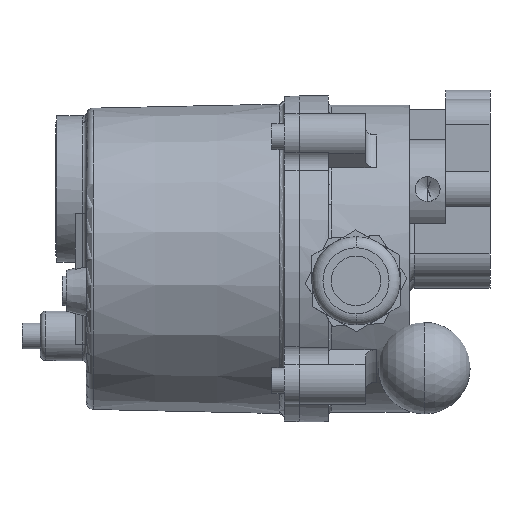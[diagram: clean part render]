
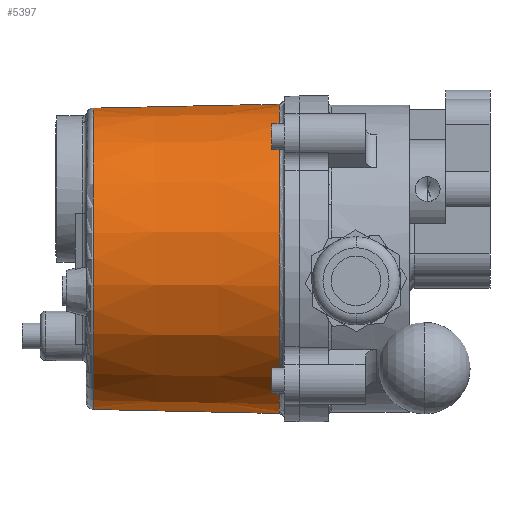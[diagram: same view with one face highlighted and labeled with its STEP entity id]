
A CAD part, left-side view. The second image highlights one B-rep face of the part: STEP entity #5397.
In plain terms, the highlighted conical face has half-angle 1.235 degrees and reference radius 42.25 mm.
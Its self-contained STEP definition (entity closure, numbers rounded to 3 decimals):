
#133 = CIRCLE ( 'NONE', #10646, 42.132 ) ;
#770 = CARTESIAN_POINT ( 'NONE',  ( 0., 57.468, -19. ) ) ;
#907 = EDGE_CURVE ( 'NONE', #1627, #9909, #4024, .T. ) ;
#949 = EDGE_CURVE ( 'NONE', #8926, #1627, #8304, .T. ) ;
#1131 = DIRECTION ( 'NONE',  ( 0., -1., -0.022 ) ) ;
#1595 = VECTOR ( 'NONE', #1131, 1000. ) ;
#1627 = VERTEX_POINT ( 'NONE', #8578 ) ;
#1685 = DIRECTION ( 'NONE',  ( 0., 0., 1. ) ) ;
#2122 = EDGE_CURVE ( 'NONE', #9909, #2453, #133, .T. ) ;
#2123 = VECTOR ( 'NONE', #11583, 1000. ) ;
#2149 = CARTESIAN_POINT ( 'NONE',  ( 0., 57.468, 23.132 ) ) ;
#2453 = VERTEX_POINT ( 'NONE', #2149 ) ;
#2661 = AXIS2_PLACEMENT_3D ( 'NONE', #9972, #10881, #4449 ) ;
#3940 = CARTESIAN_POINT ( 'NONE',  ( 0., 108.043, -19. ) ) ;
#4024 = LINE ( 'NONE', #5650, #1595 ) ;
#4158 = CONICAL_SURFACE ( 'NONE', #2661, 42.25, 0.022 ) ;
#4449 = DIRECTION ( 'NONE',  ( 0., 0., -1. ) ) ;
#4870 = DIRECTION ( 'NONE',  ( 0., 0., 1. ) ) ;
#4891 = ORIENTED_EDGE ( 'NONE', *, *, #907, .T. ) ;
#5397 = ADVANCED_FACE ( 'NONE', ( #11731 ), #4158, .T. ) ;
#5650 = CARTESIAN_POINT ( 'NONE',  ( 0., 52., -61.25 ) ) ;
#6597 = CARTESIAN_POINT ( 'NONE',  ( 0., 57.468, -61.132 ) ) ;
#7067 = EDGE_LOOP ( 'NONE', ( #9619, #9697, #4891, #7634 ) ) ;
#7142 = DIRECTION ( 'NONE',  ( 0., 1., 0. ) ) ;
#7240 = EDGE_CURVE ( 'NONE', #8926, #2453, #11846, .T. ) ;
#7473 = AXIS2_PLACEMENT_3D ( 'NONE', #3940, #10356, #4870 ) ;
#7634 = ORIENTED_EDGE ( 'NONE', *, *, #2122, .T. ) ;
#8304 = CIRCLE ( 'NONE', #7473, 41.042 ) ;
#8578 = CARTESIAN_POINT ( 'NONE',  ( 0., 108.043, -60.042 ) ) ;
#8926 = VERTEX_POINT ( 'NONE', #9887 ) ;
#9619 = ORIENTED_EDGE ( 'NONE', *, *, #7240, .F. ) ;
#9697 = ORIENTED_EDGE ( 'NONE', *, *, #949, .T. ) ;
#9783 = CARTESIAN_POINT ( 'NONE',  ( 0., 52., 23.25 ) ) ;
#9887 = CARTESIAN_POINT ( 'NONE',  ( 0., 108.043, 22.042 ) ) ;
#9909 = VERTEX_POINT ( 'NONE', #6597 ) ;
#9972 = CARTESIAN_POINT ( 'NONE',  ( 0., 52., -19. ) ) ;
#10356 = DIRECTION ( 'NONE',  ( 0., -1., 0. ) ) ;
#10646 = AXIS2_PLACEMENT_3D ( 'NONE', #770, #7142, #1685 ) ;
#10881 = DIRECTION ( 'NONE',  ( 0., -1., 0. ) ) ;
#11583 = DIRECTION ( 'NONE',  ( 0., -1., 0.022 ) ) ;
#11731 = FACE_OUTER_BOUND ( 'NONE', #7067, .T. ) ;
#11846 = LINE ( 'NONE', #9783, #2123 ) ;
